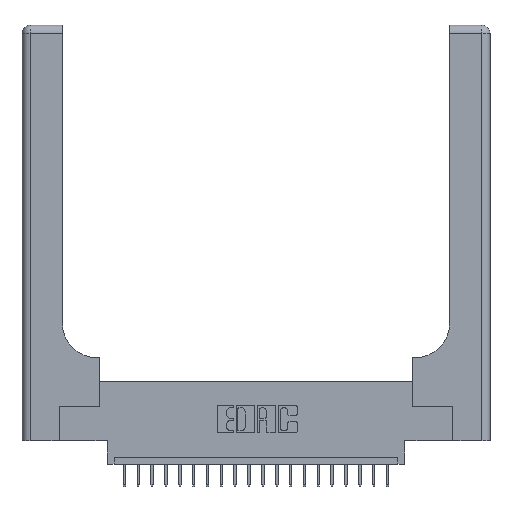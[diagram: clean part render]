
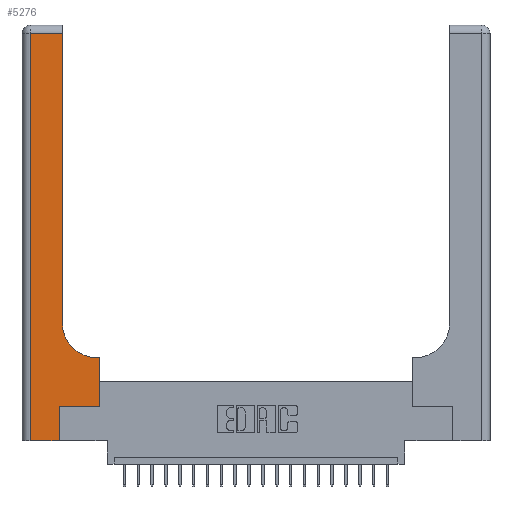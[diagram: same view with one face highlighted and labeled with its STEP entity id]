
A CAD part, top view. The second image highlights one B-rep face of the part: STEP entity #5276.
In plain terms, the highlighted planar face has unit normal (0, 0, 1).
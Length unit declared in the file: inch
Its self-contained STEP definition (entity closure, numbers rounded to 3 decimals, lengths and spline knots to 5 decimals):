
#203 = LINE ( 'NONE', #19243, #2514 ) ;
#253 = CARTESIAN_POINT ( 'NONE',  ( 0.06, 2.94, 0.37 ) ) ;
#271 = LINE ( 'NONE', #17690, #20028 ) ;
#354 = DIRECTION ( 'NONE',  ( 0., 0., -1. ) ) ;
#364 = DIRECTION ( 'NONE',  ( 0., 0., -1. ) ) ;
#431 = PLANE ( 'NONE',  #4846 ) ;
#1666 = DIRECTION ( 'NONE',  ( 0., 1., 0. ) ) ;
#1857 = CARTESIAN_POINT ( 'NONE',  ( 0.269, 0.25, 0.37 ) ) ;
#1868 = CARTESIAN_POINT ( 'NONE',  ( 0., 3., 0.37 ) ) ;
#2514 = VECTOR ( 'NONE', #8459, 39.37008 ) ;
#2980 = EDGE_CURVE ( 'NONE', #6568, #21540, #20751, .T. ) ;
#3058 = ORIENTED_EDGE ( 'NONE', *, *, #5924, .T. ) ;
#3084 = EDGE_CURVE ( 'NONE', #21288, #6568, #16466, .T. ) ;
#4129 = CARTESIAN_POINT ( 'NONE',  ( 0.5585, 0.25, 0.37 ) ) ;
#4341 = DIRECTION ( 'NONE',  ( -1., 0., 0. ) ) ;
#4395 = EDGE_CURVE ( 'NONE', #15967, #5923, #13881, .T. ) ;
#4846 = AXIS2_PLACEMENT_3D ( 'NONE', #1868, #354, #5663 ) ;
#5062 = EDGE_CURVE ( 'NONE', #23153, #15967, #5419, .T. ) ;
#5276 = ADVANCED_FACE ( 'NONE', ( #16068 ), #431, .F. ) ;
#5419 = CIRCLE ( 'NONE', #20080, 0.25 ) ;
#5663 = DIRECTION ( 'NONE',  ( -1., 0., 0. ) ) ;
#5923 = VERTEX_POINT ( 'NONE', #12496 ) ;
#5924 = EDGE_CURVE ( 'NONE', #13378, #7904, #271, .T. ) ;
#6568 = VERTEX_POINT ( 'NONE', #1857 ) ;
#6868 = ORIENTED_EDGE ( 'NONE', *, *, #2980, .T. ) ;
#7157 = DIRECTION ( 'NONE',  ( 0., -1., 0. ) ) ;
#7598 = DIRECTION ( 'NONE',  ( 0., 1., 0. ) ) ;
#7681 = CARTESIAN_POINT ( 'NONE',  ( 0.5585, 0.6, 0.37 ) ) ;
#7812 = ORIENTED_EDGE ( 'NONE', *, *, #9640, .T. ) ;
#7869 = DIRECTION ( 'NONE',  ( 0., 1., 0. ) ) ;
#7904 = VERTEX_POINT ( 'NONE', #12895 ) ;
#8221 = CARTESIAN_POINT ( 'NONE',  ( 0.269, 0., 0.37 ) ) ;
#8361 = LINE ( 'NONE', #15264, #21609 ) ;
#8459 = DIRECTION ( 'NONE',  ( 1., 0., 0. ) ) ;
#9132 = VECTOR ( 'NONE', #7869, 39.37008 ) ;
#9379 = ORIENTED_EDGE ( 'NONE', *, *, #10798, .T. ) ;
#9640 = EDGE_CURVE ( 'NONE', #5923, #13378, #19132, .T. ) ;
#10798 = EDGE_CURVE ( 'NONE', #7904, #21288, #203, .T. ) ;
#11060 = CARTESIAN_POINT ( 'NONE',  ( 0.5585, 0.25, 0.37 ) ) ;
#11161 = ORIENTED_EDGE ( 'NONE', *, *, #4395, .T. ) ;
#11594 = VECTOR ( 'NONE', #7598, 39.37008 ) ;
#12496 = CARTESIAN_POINT ( 'NONE',  ( 0.2915, 2.94, 0.37 ) ) ;
#12553 = VERTEX_POINT ( 'NONE', #7681 ) ;
#12732 = DIRECTION ( 'NONE',  ( -1., 0., 0. ) ) ;
#12805 = CARTESIAN_POINT ( 'NONE',  ( 0.5415, 0.85, 0.37 ) ) ;
#12866 = ORIENTED_EDGE ( 'NONE', *, *, #3084, .T. ) ;
#12895 = CARTESIAN_POINT ( 'NONE',  ( 0.06, 0., 0.37 ) ) ;
#13378 = VERTEX_POINT ( 'NONE', #253 ) ;
#13881 = LINE ( 'NONE', #18640, #9132 ) ;
#15264 = CARTESIAN_POINT ( 'NONE',  ( 0.2915, 0.6, 0.37 ) ) ;
#15515 = EDGE_CURVE ( 'NONE', #12553, #23153, #8361, .T. ) ;
#15704 = VECTOR ( 'NONE', #12732, 39.37008 ) ;
#15807 = ORIENTED_EDGE ( 'NONE', *, *, #15515, .T. ) ;
#15967 = VERTEX_POINT ( 'NONE', #19336 ) ;
#16068 = FACE_OUTER_BOUND ( 'NONE', #22819, .T. ) ;
#16466 = LINE ( 'NONE', #17561, #18153 ) ;
#17561 = CARTESIAN_POINT ( 'NONE',  ( 0.269, 0., 0.37 ) ) ;
#17612 = VECTOR ( 'NONE', #20121, 39.37008 ) ;
#17690 = CARTESIAN_POINT ( 'NONE',  ( 0.06, 3., 0.37 ) ) ;
#18153 = VECTOR ( 'NONE', #1666, 39.37008 ) ;
#18266 = CARTESIAN_POINT ( 'NONE',  ( 0.269, 0.25, 0.37 ) ) ;
#18640 = CARTESIAN_POINT ( 'NONE',  ( 0.2915, 3., 0.37 ) ) ;
#19132 = LINE ( 'NONE', #23334, #15704 ) ;
#19243 = CARTESIAN_POINT ( 'NONE',  ( 0., 0., 0.37 ) ) ;
#19296 = EDGE_CURVE ( 'NONE', #21540, #12553, #21185, .T. ) ;
#19323 = ORIENTED_EDGE ( 'NONE', *, *, #5062, .T. ) ;
#19336 = CARTESIAN_POINT ( 'NONE',  ( 0.2915, 0.85, 0.37 ) ) ;
#20028 = VECTOR ( 'NONE', #7157, 39.37008 ) ;
#20080 = AXIS2_PLACEMENT_3D ( 'NONE', #12805, #364, #21750 ) ;
#20121 = DIRECTION ( 'NONE',  ( 1., 0., 0. ) ) ;
#20244 = ORIENTED_EDGE ( 'NONE', *, *, #19296, .T. ) ;
#20751 = LINE ( 'NONE', #18266, #17612 ) ;
#21058 = CARTESIAN_POINT ( 'NONE',  ( 0.5415, 0.6, 0.37 ) ) ;
#21185 = LINE ( 'NONE', #4129, #11594 ) ;
#21288 = VERTEX_POINT ( 'NONE', #8221 ) ;
#21540 = VERTEX_POINT ( 'NONE', #11060 ) ;
#21609 = VECTOR ( 'NONE', #4341, 39.37008 ) ;
#21750 = DIRECTION ( 'NONE',  ( 1., 0., 0. ) ) ;
#22819 = EDGE_LOOP ( 'NONE', ( #11161, #7812, #3058, #9379, #12866, #6868, #20244, #15807, #19323 ) ) ;
#23153 = VERTEX_POINT ( 'NONE', #21058 ) ;
#23334 = CARTESIAN_POINT ( 'NONE',  ( 0., 2.94, 0.37 ) ) ;
